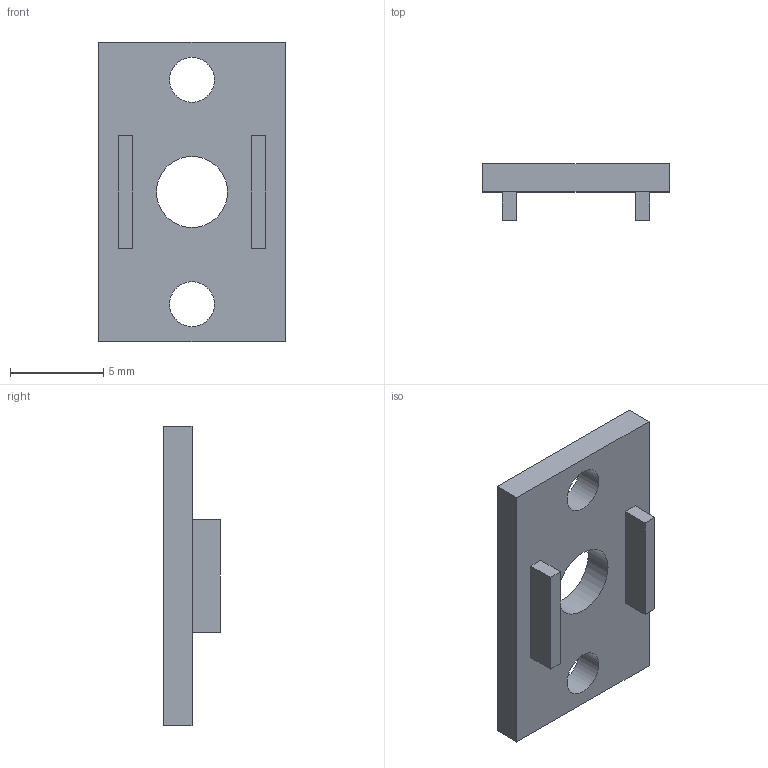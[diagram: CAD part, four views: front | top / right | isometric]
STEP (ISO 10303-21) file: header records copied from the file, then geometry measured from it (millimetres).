
FILE_DESCRIPTION(('HOOPS Exchange Step'),'2;1');
FILE_NAME('temp_export','2023-01-03T23:17:58+08:00',('mobile'),('Shapr3D Limited'),'HOOPS Exchange 2022.1','Shapr3D','Authorized');
FILE_SCHEMA( ('AUTOMOTIVE_DESIGN { 1 0 10303 214 1 1 1 1 }') );
Length unit declared in the file: millimetre
Products named in the file (1): Button Housing Front
Bounding box: 10 x 3 x 16 mm (x, y, z)
Volume: 222.9 mm3; surface area: 438.2 mm2
Topology: 1 solids, 1 shells, 19 faces, 45 edges, 30 vertices
Faces by surface type: plane 16, cylinder 3
Full cylindrical faces by diameter (mm): 2.4 x2, 3.8 x1
Entity records: 581 total; most frequent: CARTESIAN_POINT 95, DIRECTION 91, ORIENTED_EDGE 90, EDGE_CURVE 45, VECTOR 39, LINE 39, VERTEX_POINT 30, EDGE_LOOP 27
